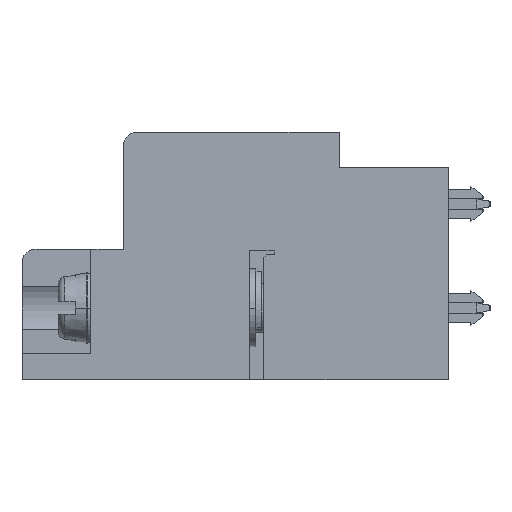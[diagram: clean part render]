
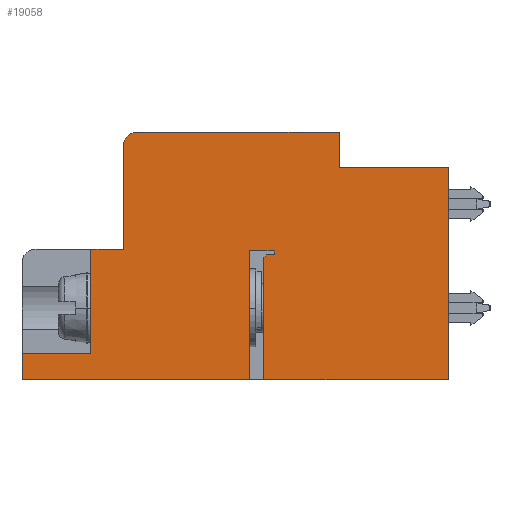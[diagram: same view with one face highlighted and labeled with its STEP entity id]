
A CAD part, left-side view. The second image highlights one B-rep face of the part: STEP entity #19058.
In plain terms, the highlighted planar face has unit normal (-1, 0, 0).
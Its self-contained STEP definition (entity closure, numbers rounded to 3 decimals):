
#14129=CARTESIAN_POINT('',(-42.705,3.,6.8));
#14130=VERTEX_POINT('',#14129);
#14137=CARTESIAN_POINT('',(-42.705,-5.4,6.8));
#14138=VERTEX_POINT('',#14137);
#14139=CARTESIAN_POINT('',(-42.705,3.,6.8));
#14140=DIRECTION('',(0.,-1.,0.));
#14141=VECTOR('',#14140,8.4);
#14142=LINE('',#14139,#14141);
#14143=EDGE_CURVE('',#14130,#14138,#14142,.T.);
#14193=CARTESIAN_POINT('',(-42.705,-5.4,-9.5));
#14194=VERTEX_POINT('',#14193);
#14201=CARTESIAN_POINT('',(-42.705,8.8,-9.5));
#14202=VERTEX_POINT('',#14201);
#14203=CARTESIAN_POINT('',(-42.705,-5.4,-9.5));
#14204=DIRECTION('',(0.,1.,0.));
#14205=VECTOR('',#14204,14.2);
#14206=LINE('',#14203,#14205);
#14207=EDGE_CURVE('',#14194,#14202,#14206,.T.);
#14225=CARTESIAN_POINT('',(-42.705,9.9,-9.5));
#14226=VERTEX_POINT('',#14225);
#14233=CARTESIAN_POINT('',(-42.705,27.4,-9.5));
#14234=VERTEX_POINT('',#14233);
#14235=CARTESIAN_POINT('',(-42.705,27.4,-9.5));
#14236=DIRECTION('',(0.,-1.,0.));
#14237=VECTOR('',#14236,17.5);
#14238=LINE('',#14235,#14237);
#14239=EDGE_CURVE('',#14234,#14226,#14238,.T.);
#14257=CARTESIAN_POINT('',(-42.705,3.,9.5));
#14258=VERTEX_POINT('',#14257);
#14265=CARTESIAN_POINT('',(-42.705,3.,9.5));
#14266=DIRECTION('',(0.,0.,-1.));
#14267=VECTOR('',#14266,2.7);
#14268=LINE('',#14265,#14267);
#14269=EDGE_CURVE('',#14258,#14130,#14268,.T.);
#14280=CARTESIAN_POINT('',(-42.705,8.8,-0.1));
#14281=VERTEX_POINT('',#14280);
#14282=CARTESIAN_POINT('',(-42.705,8.8,-9.5));
#14283=DIRECTION('',(0.,0.,1.));
#14284=VECTOR('',#14283,9.4);
#14285=LINE('',#14282,#14284);
#14286=EDGE_CURVE('',#14202,#14281,#14285,.T.);
#14957=CARTESIAN_POINT('',(-42.705,-5.4,-9.5));
#14958=DIRECTION('',(0.,0.,1.));
#14959=VECTOR('',#14958,16.3);
#14960=LINE('',#14957,#14959);
#14961=EDGE_CURVE('',#14194,#14138,#14960,.T.);
#15326=CARTESIAN_POINT('',(-42.705,8.6,0.1));
#15327=VERTEX_POINT('',#15326);
#15334=CARTESIAN_POINT('',(-42.705,8.,0.1));
#15335=VERTEX_POINT('',#15334);
#15336=CARTESIAN_POINT('',(-42.705,8.,0.1));
#15337=DIRECTION('',(0.,1.,0.));
#15338=VECTOR('',#15337,0.6);
#15339=LINE('',#15336,#15338);
#15340=EDGE_CURVE('',#15335,#15327,#15339,.T.);
#15380=CARTESIAN_POINT('',(-42.705,8.6,0.1));
#15381=DIRECTION('',(0.,0.707,-0.707));
#15382=VECTOR('',#15381,0.283);
#15383=LINE('',#15380,#15382);
#15384=EDGE_CURVE('',#15327,#14281,#15383,.T.);
#18955=CARTESIAN_POINT('',(-42.705,8.,0.4));
#18956=VERTEX_POINT('',#18955);
#18957=CARTESIAN_POINT('',(-42.705,8.,0.4));
#18958=DIRECTION('',(0.,0.,-1.));
#18959=VECTOR('',#18958,0.3);
#18960=LINE('',#18957,#18959);
#18961=EDGE_CURVE('',#18956,#15335,#18960,.T.);
#18973=CARTESIAN_POINT('',(-42.705,4.4,-9.5));
#18974=DIRECTION('',(0.,0.,1.));
#18975=DIRECTION('',(-1.,0.,0.));
#18976=AXIS2_PLACEMENT_3D('',#18973,#18975,#18974);
#18977=PLANE('',#18976);
#18978=CARTESIAN_POINT('',(-42.705,9.9,0.4));
#18979=VERTEX_POINT('',#18978);
#18980=CARTESIAN_POINT('',(-42.705,9.9,0.4));
#18981=DIRECTION('',(0.,-1.,0.));
#18982=VECTOR('',#18981,1.9);
#18983=LINE('',#18980,#18982);
#18984=EDGE_CURVE('',#18979,#18956,#18983,.T.);
#18985=ORIENTED_EDGE('',*,*,#18984,.T.);
#18986=ORIENTED_EDGE('',*,*,#18961,.T.);
#18987=ORIENTED_EDGE('',*,*,#15340,.T.);
#18988=ORIENTED_EDGE('',*,*,#15384,.T.);
#18989=ORIENTED_EDGE('',*,*,#14286,.F.);
#18990=ORIENTED_EDGE('',*,*,#14207,.F.);
#18991=ORIENTED_EDGE('',*,*,#14961,.T.);
#18992=ORIENTED_EDGE('',*,*,#14143,.F.);
#18993=ORIENTED_EDGE('',*,*,#14269,.F.);
#18994=CARTESIAN_POINT('',(-42.705,18.6,9.5));
#18995=VERTEX_POINT('',#18994);
#18996=CARTESIAN_POINT('',(-42.705,3.,9.5));
#18997=DIRECTION('',(0.,1.,0.));
#18998=VECTOR('',#18997,15.6);
#18999=LINE('',#18996,#18998);
#19000=EDGE_CURVE('',#14258,#18995,#18999,.T.);
#19001=ORIENTED_EDGE('',*,*,#19000,.T.);
#19002=CARTESIAN_POINT('',(-42.705,19.6,8.5));
#19003=VERTEX_POINT('',#19002);
#19004=CARTESIAN_POINT('',(-42.705,18.6,8.5));
#19005=DIRECTION('',(0.,0.,1.));
#19006=DIRECTION('',(-1.,0.,0.));
#19007=AXIS2_PLACEMENT_3D('',#19004,#19006,#19005);
#19008=CIRCLE('',#19007,1.);
#19009=EDGE_CURVE('',#18995,#19003,#19008,.T.);
#19010=ORIENTED_EDGE('',*,*,#19009,.T.);
#19011=CARTESIAN_POINT('',(-42.705,19.6,0.5));
#19012=VERTEX_POINT('',#19011);
#19013=CARTESIAN_POINT('',(-42.705,19.6,8.5));
#19014=DIRECTION('',(0.,0.,-1.));
#19015=VECTOR('',#19014,8.);
#19016=LINE('',#19013,#19015);
#19017=EDGE_CURVE('',#19003,#19012,#19016,.T.);
#19018=ORIENTED_EDGE('',*,*,#19017,.T.);
#19019=CARTESIAN_POINT('',(-42.705,22.1,0.5));
#19020=VERTEX_POINT('',#19019);
#19021=CARTESIAN_POINT('',(-42.705,19.6,0.5));
#19022=DIRECTION('',(0.,1.,0.));
#19023=VECTOR('',#19022,2.5);
#19024=LINE('',#19021,#19023);
#19025=EDGE_CURVE('',#19012,#19020,#19024,.T.);
#19026=ORIENTED_EDGE('',*,*,#19025,.T.);
#19027=CARTESIAN_POINT('',(-42.705,22.1,-7.5));
#19028=VERTEX_POINT('',#19027);
#19029=CARTESIAN_POINT('',(-42.705,22.1,-7.5));
#19030=DIRECTION('',(0.,0.,1.));
#19031=VECTOR('',#19030,8.);
#19032=LINE('',#19029,#19031);
#19033=EDGE_CURVE('',#19028,#19020,#19032,.T.);
#19034=ORIENTED_EDGE('',*,*,#19033,.F.);
#19035=CARTESIAN_POINT('',(-42.705,27.4,-7.5));
#19036=VERTEX_POINT('',#19035);
#19037=CARTESIAN_POINT('',(-42.705,27.4,-7.5));
#19038=DIRECTION('',(0.,-1.,0.));
#19039=VECTOR('',#19038,5.3);
#19040=LINE('',#19037,#19039);
#19041=EDGE_CURVE('',#19036,#19028,#19040,.T.);
#19042=ORIENTED_EDGE('',*,*,#19041,.F.);
#19043=CARTESIAN_POINT('',(-42.705,27.4,-7.5));
#19044=DIRECTION('',(0.,0.,-1.));
#19045=VECTOR('',#19044,2.);
#19046=LINE('',#19043,#19045);
#19047=EDGE_CURVE('',#19036,#14234,#19046,.T.);
#19048=ORIENTED_EDGE('',*,*,#19047,.T.);
#19049=ORIENTED_EDGE('',*,*,#14239,.T.);
#19050=CARTESIAN_POINT('',(-42.705,9.9,0.4));
#19051=DIRECTION('',(0.,0.,-1.));
#19052=VECTOR('',#19051,9.9);
#19053=LINE('',#19050,#19052);
#19054=EDGE_CURVE('',#18979,#14226,#19053,.T.);
#19055=ORIENTED_EDGE('',*,*,#19054,.F.);
#19056=EDGE_LOOP('',(#18985,#18986,#18987,#18988,#18989,#18990,#18991,#18992,#18993,#19001,#19010,#19018,#19026,#19034,#19042,#19048,#19049,#19055));
#19057=FACE_OUTER_BOUND('',#19056,.T.);
#19058=ADVANCED_FACE('',(#19057),#18977,.T.);
